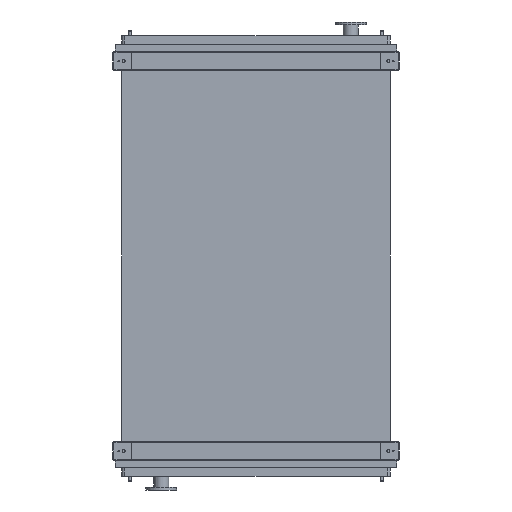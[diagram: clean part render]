
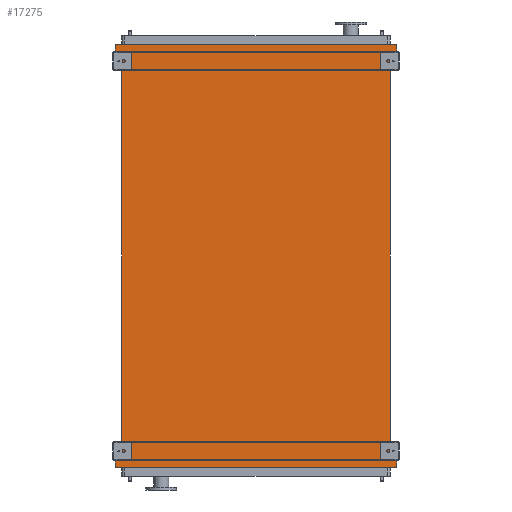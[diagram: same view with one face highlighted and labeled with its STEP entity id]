
A CAD part, front view. The second image highlights one B-rep face of the part: STEP entity #17275.
In plain terms, the highlighted planar face has unit normal (0, -1, 0).
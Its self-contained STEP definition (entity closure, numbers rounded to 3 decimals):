
#382 = DIRECTION ( 'NONE',  ( 0., 0., -1. ) ) ;
#480 = ORIENTED_EDGE ( 'NONE', *, *, #13680, .F. ) ;
#653 = CARTESIAN_POINT ( 'NONE',  ( -1011., 0., -2945. ) ) ;
#1060 = LINE ( 'NONE', #5778, #14601 ) ;
#1195 = VERTEX_POINT ( 'NONE', #3536 ) ;
#1688 = ORIENTED_EDGE ( 'NONE', *, *, #13751, .F. ) ;
#1808 = CARTESIAN_POINT ( 'NONE',  ( 1011., 0., 53. ) ) ;
#2147 = DIRECTION ( 'NONE',  ( 1., 0., 0. ) ) ;
#2296 = VECTOR ( 'NONE', #7754, 1000. ) ;
#2473 = DIRECTION ( 'NONE',  ( -0.655, 0., 0.755 ) ) ;
#2558 = ORIENTED_EDGE ( 'NONE', *, *, #13492, .T. ) ;
#2616 = VERTEX_POINT ( 'NONE', #4449 ) ;
#3123 = LINE ( 'NONE', #9214, #17410 ) ;
#3536 = CARTESIAN_POINT ( 'NONE',  ( -1011., 0., 95. ) ) ;
#3555 = PLANE ( 'NONE',  #13516 ) ;
#3595 = VECTOR ( 'NONE', #19271, 1000. ) ;
#3636 = ORIENTED_EDGE ( 'NONE', *, *, #13607, .F. ) ;
#3692 = CARTESIAN_POINT ( 'NONE',  ( 965., 0., -2850. ) ) ;
#3846 = CARTESIAN_POINT ( 'NONE',  ( 1011., 0., -2945. ) ) ;
#3877 = VECTOR ( 'NONE', #21567, 1000. ) ;
#4017 = DIRECTION ( 'NONE',  ( -0.655, 0., -0.755 ) ) ;
#4189 = VECTOR ( 'NONE', #21174, 1000. ) ;
#4259 = CARTESIAN_POINT ( 'NONE',  ( -1011., 0., -2903. ) ) ;
#4449 = CARTESIAN_POINT ( 'NONE',  ( 1011., 0., 95. ) ) ;
#4612 = VERTEX_POINT ( 'NONE', #3846 ) ;
#4744 = VECTOR ( 'NONE', #382, 1000. ) ;
#5003 = LINE ( 'NONE', #9867, #9760 ) ;
#5087 = VERTEX_POINT ( 'NONE', #23304 ) ;
#5229 = VERTEX_POINT ( 'NONE', #6377 ) ;
#5778 = CARTESIAN_POINT ( 'NONE',  ( 1011., 0., 53. ) ) ;
#5929 = CARTESIAN_POINT ( 'NONE',  ( -1011., 0., 53. ) ) ;
#6377 = CARTESIAN_POINT ( 'NONE',  ( 965., 0., 0. ) ) ;
#7019 = DIRECTION ( 'NONE',  ( 0., -1., 0. ) ) ;
#7172 = LINE ( 'NONE', #4259, #3595 ) ;
#7754 = DIRECTION ( 'NONE',  ( 0., 0., 1. ) ) ;
#7941 = DIRECTION ( 'NONE',  ( -1., 0., 0. ) ) ;
#8079 = FACE_OUTER_BOUND ( 'NONE', #9031, .T. ) ;
#8132 = VERTEX_POINT ( 'NONE', #15677 ) ;
#8602 = LINE ( 'NONE', #9947, #3877 ) ;
#9031 = EDGE_LOOP ( 'NONE', ( #2558, #23051, #3636, #14035, #19188, #9504, #19796, #480, #15233, #20421, #1688, #11917 ) ) ;
#9214 = CARTESIAN_POINT ( 'NONE',  ( -1011., 0., 95. ) ) ;
#9457 = CARTESIAN_POINT ( 'NONE',  ( -965., 0., 0. ) ) ;
#9504 = ORIENTED_EDGE ( 'NONE', *, *, #13647, .F. ) ;
#9760 = VECTOR ( 'NONE', #9787, 1000. ) ;
#9787 = DIRECTION ( 'NONE',  ( 0., 0., -1. ) ) ;
#9867 = CARTESIAN_POINT ( 'NONE',  ( 1011., 0., -2903. ) ) ;
#9947 = CARTESIAN_POINT ( 'NONE',  ( 965., 0., -2850. ) ) ;
#10071 = LINE ( 'NONE', #11223, #4744 ) ;
#10747 = CARTESIAN_POINT ( 'NONE',  ( -965., 0., -2850. ) ) ;
#10955 = VECTOR ( 'NONE', #7941, 1000. ) ;
#11215 = CARTESIAN_POINT ( 'NONE',  ( -1011., 0., 53. ) ) ;
#11223 = CARTESIAN_POINT ( 'NONE',  ( 1011., 0., 95. ) ) ;
#11917 = ORIENTED_EDGE ( 'NONE', *, *, #13784, .F. ) ;
#11931 = LINE ( 'NONE', #21148, #2296 ) ;
#12163 = LINE ( 'NONE', #653, #16720 ) ;
#12289 = EDGE_CURVE ( 'NONE', #1195, #2616, #3123, .T. ) ;
#12791 = VECTOR ( 'NONE', #2473, 1000. ) ;
#12814 = VERTEX_POINT ( 'NONE', #13054 ) ;
#12847 = DIRECTION ( 'NONE',  ( 0., 0., 1. ) ) ;
#12941 = EDGE_CURVE ( 'NONE', #21741, #19741, #11931, .T. ) ;
#13054 = CARTESIAN_POINT ( 'NONE',  ( -1011., 0., -2903. ) ) ;
#13108 = LINE ( 'NONE', #3692, #17653 ) ;
#13492 = EDGE_CURVE ( 'NONE', #8132, #5229, #13108, .T. ) ;
#13516 = AXIS2_PLACEMENT_3D ( 'NONE', #24148, #7019, #16584 ) ;
#13605 = EDGE_CURVE ( 'NONE', #22104, #5229, #1060, .T. ) ;
#13607 = EDGE_CURVE ( 'NONE', #2616, #22104, #10071, .T. ) ;
#13643 = EDGE_CURVE ( 'NONE', #24179, #1195, #23569, .T. ) ;
#13647 = EDGE_CURVE ( 'NONE', #19741, #24179, #17932, .T. ) ;
#13680 = EDGE_CURVE ( 'NONE', #12814, #21741, #7172, .T. ) ;
#13688 = EDGE_CURVE ( 'NONE', #5087, #12814, #12163, .T. ) ;
#13723 = EDGE_CURVE ( 'NONE', #4612, #5087, #20682, .T. ) ;
#13751 = EDGE_CURVE ( 'NONE', #18678, #4612, #5003, .T. ) ;
#13784 = EDGE_CURVE ( 'NONE', #8132, #18678, #8602, .T. ) ;
#14035 = ORIENTED_EDGE ( 'NONE', *, *, #12289, .F. ) ;
#14601 = VECTOR ( 'NONE', #4017, 1000. ) ;
#15233 = ORIENTED_EDGE ( 'NONE', *, *, #13688, .F. ) ;
#15677 = CARTESIAN_POINT ( 'NONE',  ( 965., 0., -2850. ) ) ;
#16114 = CARTESIAN_POINT ( 'NONE',  ( -965., 0., 0. ) ) ;
#16584 = DIRECTION ( 'NONE',  ( 0., 0., -1. ) ) ;
#16720 = VECTOR ( 'NONE', #23083, 1000. ) ;
#17275 = ADVANCED_FACE ( 'NONE', ( #8079 ), #3555, .T. ) ;
#17410 = VECTOR ( 'NONE', #2147, 1000. ) ;
#17653 = VECTOR ( 'NONE', #12847, 1000. ) ;
#17932 = LINE ( 'NONE', #9457, #12791 ) ;
#18227 = CARTESIAN_POINT ( 'NONE',  ( 1011., 0., -2903. ) ) ;
#18678 = VERTEX_POINT ( 'NONE', #18227 ) ;
#19188 = ORIENTED_EDGE ( 'NONE', *, *, #13643, .F. ) ;
#19271 = DIRECTION ( 'NONE',  ( 0.655, 0., 0.755 ) ) ;
#19434 = CARTESIAN_POINT ( 'NONE',  ( 1011., 0., -2945. ) ) ;
#19741 = VERTEX_POINT ( 'NONE', #16114 ) ;
#19796 = ORIENTED_EDGE ( 'NONE', *, *, #12941, .F. ) ;
#20421 = ORIENTED_EDGE ( 'NONE', *, *, #13723, .F. ) ;
#20682 = LINE ( 'NONE', #19434, #10955 ) ;
#21148 = CARTESIAN_POINT ( 'NONE',  ( -965., 0., -2850. ) ) ;
#21174 = DIRECTION ( 'NONE',  ( 0., 0., 1. ) ) ;
#21567 = DIRECTION ( 'NONE',  ( 0.655, 0., -0.755 ) ) ;
#21741 = VERTEX_POINT ( 'NONE', #10747 ) ;
#22104 = VERTEX_POINT ( 'NONE', #1808 ) ;
#23051 = ORIENTED_EDGE ( 'NONE', *, *, #13605, .F. ) ;
#23083 = DIRECTION ( 'NONE',  ( 0., 0., 1. ) ) ;
#23304 = CARTESIAN_POINT ( 'NONE',  ( -1011., 0., -2945. ) ) ;
#23569 = LINE ( 'NONE', #5929, #4189 ) ;
#24148 = CARTESIAN_POINT ( 'NONE',  ( -965., 0., -2850. ) ) ;
#24179 = VERTEX_POINT ( 'NONE', #11215 ) ;
